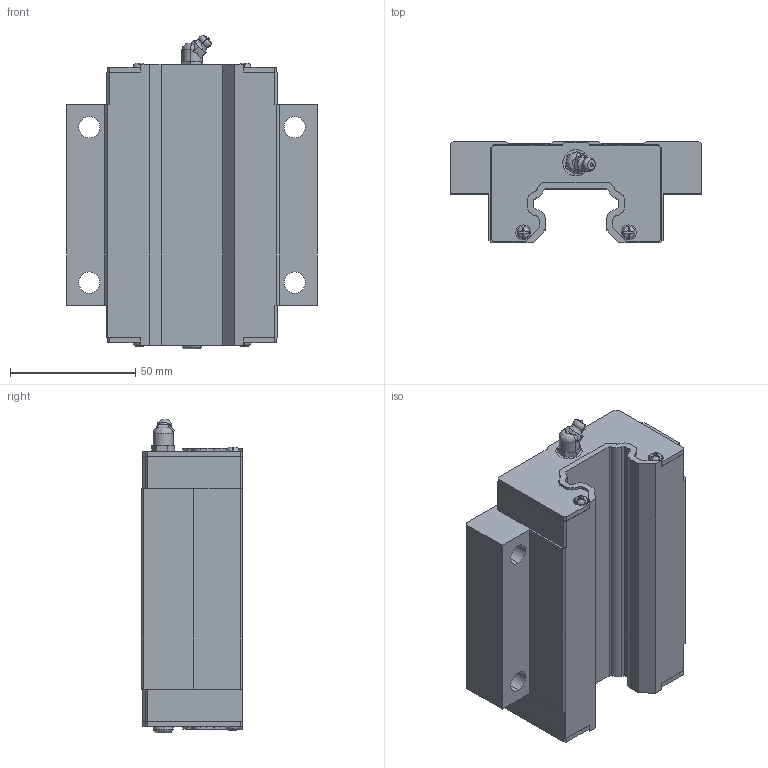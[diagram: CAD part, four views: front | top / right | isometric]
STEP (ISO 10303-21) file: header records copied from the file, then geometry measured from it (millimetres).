
FILE_DESCRIPTION (( 'STEP AP203' ), '1' );
FILE_NAME ('AL-HGW35CC.STEP', '2024-11-26T11:03:27', ( '' ), ( '' ), 'SwSTEP 2.0', 'SolidWorks 2021', '' );
FILE_SCHEMA (( 'CONFIG_CONTROL_DESIGN' ));
Length unit declared in the file: millimetre
Products named in the file (1): AL-HGW35CC
Bounding box: 100 x 40.5 x 125.27 mm (x, y, z)
Volume: 282086.4 mm3; surface area: 42865.5 mm2
Topology: 3 solids, 3 shells, 366 faces, 1014 edges, 668 vertices
Faces by surface type: plane 229, cylinder 106, bspline 15, cone 8, torus 8
Entity records: 14909 total; most frequent: CARTESIAN_POINT 5654, ORIENTED_EDGE 2020, DIRECTION 1793, EDGE_CURVE 1010, VERTEX_POINT 668, LINE 647, VECTOR 647, AXIS2_PLACEMENT_3D 573
